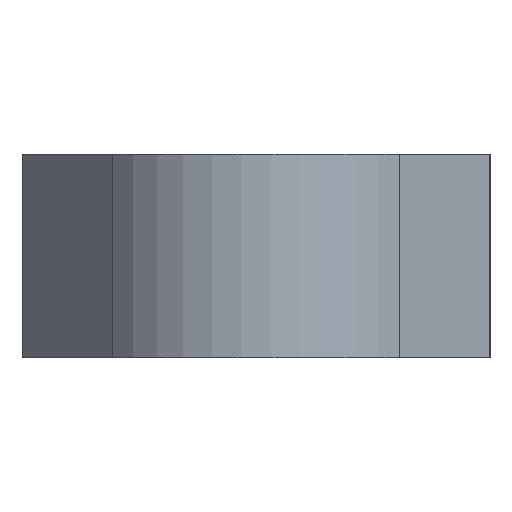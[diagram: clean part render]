
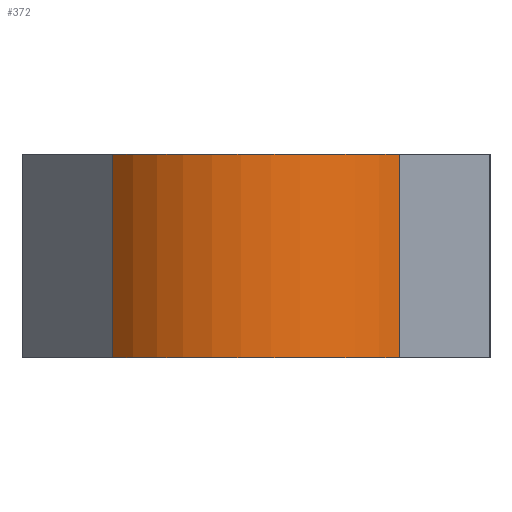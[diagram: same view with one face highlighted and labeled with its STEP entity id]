
A CAD part, front view. The second image highlights one B-rep face of the part: STEP entity #372.
In plain terms, the highlighted cylindrical face has radius 4.5 mm (diameter 9 mm), a partial arc.
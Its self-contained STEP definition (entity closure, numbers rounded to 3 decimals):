
#28=LINE('',#540,#72);
#29=LINE('',#544,#73);
#72=VECTOR('',#439,1000.);
#73=VECTOR('',#442,1000.);
#116=ORIENTED_EDGE('',*,*,#220,.F.);
#117=ORIENTED_EDGE('',*,*,#221,.F.);
#118=ORIENTED_EDGE('',*,*,#222,.T.);
#119=ORIENTED_EDGE('',*,*,#223,.T.);
#220=EDGE_CURVE('',#272,#273,#308,.T.);
#221=EDGE_CURVE('',#274,#272,#28,.T.);
#222=EDGE_CURVE('',#274,#275,#309,.T.);
#223=EDGE_CURVE('',#275,#273,#29,.T.);
#272=VERTEX_POINT('',#538);
#273=VERTEX_POINT('',#539);
#274=VERTEX_POINT('',#541);
#275=VERTEX_POINT('',#543);
#308=CIRCLE('',#406,4.5);
#309=CIRCLE('',#407,4.5);
#316=EDGE_LOOP('',(#116,#117,#118,#119));
#342=FACE_BOUND('',#316,.T.);
#368=CYLINDRICAL_SURFACE('',#405,4.5);
#372=ADVANCED_FACE('',(#342),#368,.T.);
#405=AXIS2_PLACEMENT_3D('',#536,#435,#436);
#406=AXIS2_PLACEMENT_3D('',#537,#437,#438);
#407=AXIS2_PLACEMENT_3D('',#542,#440,#441);
#435=DIRECTION('',(0.,0.,-1.));
#436=DIRECTION('',(-1.,0.,0.));
#437=DIRECTION('',(0.,0.,-1.));
#438=DIRECTION('',(1.,0.,0.));
#439=DIRECTION('',(0.,0.,-1.));
#440=DIRECTION('',(0.,0.,-1.));
#441=DIRECTION('',(1.,0.,0.));
#442=DIRECTION('',(0.,0.,-1.));
#536=CARTESIAN_POINT('',(21.5,-35.5,22.5));
#537=CARTESIAN_POINT('',(21.5,-35.5,17.5));
#538=CARTESIAN_POINT('',(25.022,-38.301,17.5));
#539=CARTESIAN_POINT('',(17.978,-38.301,17.5));
#540=CARTESIAN_POINT('',(25.022,-38.301,22.5));
#541=CARTESIAN_POINT('',(25.022,-38.301,22.5));
#542=CARTESIAN_POINT('',(21.5,-35.5,22.5));
#543=CARTESIAN_POINT('',(17.978,-38.301,22.5));
#544=CARTESIAN_POINT('',(17.978,-38.301,22.5));
